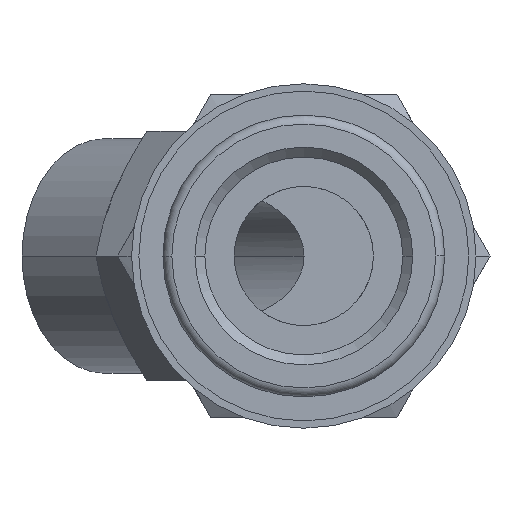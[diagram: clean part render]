
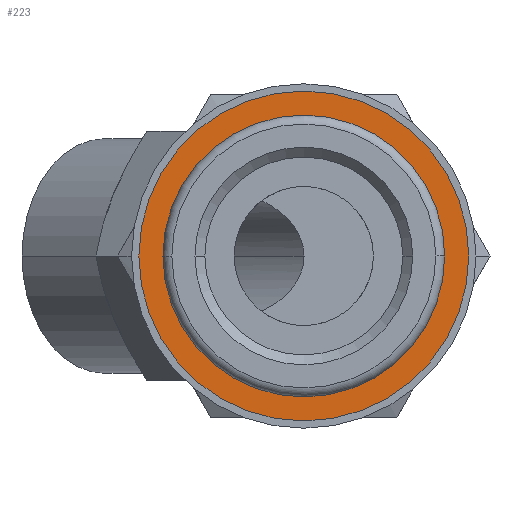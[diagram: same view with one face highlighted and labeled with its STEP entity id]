
A CAD part, front view. The second image highlights one B-rep face of the part: STEP entity #223.
In plain terms, the highlighted planar face has unit normal (0, -1, 0).
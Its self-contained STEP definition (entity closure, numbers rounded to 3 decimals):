
#223=ADVANCED_FACE('',(#465,#466),#467,.T.);
#465=FACE_BOUND('',#714,.T.);
#466=FACE_OUTER_BOUND('',#715,.T.);
#467=PLANE('',#716);
#714=EDGE_LOOP('',(#1268,#1269,#1270));
#715=EDGE_LOOP('',(#1271,#1272));
#716=AXIS2_PLACEMENT_3D('',#1273,#1274,#1275);
#1268=ORIENTED_EDGE('',*,*,#1408,.T.);
#1269=ORIENTED_EDGE('',*,*,#1630,.T.);
#1270=ORIENTED_EDGE('',*,*,#1409,.T.);
#1271=ORIENTED_EDGE('',*,*,#1605,.F.);
#1272=ORIENTED_EDGE('',*,*,#1587,.F.);
#1273=CARTESIAN_POINT('',(5.625,3.6,0.0));
#1274=DIRECTION('',(-0.0,-1.0,-0.0));
#1275=DIRECTION('',(-1.0,0.0,0.0));
#1408=EDGE_CURVE('',#1655,#1653,#1656,.T.);
#1409=EDGE_CURVE('',#1657,#1655,#1658,.T.);
#1587=EDGE_CURVE('',#1926,#1921,#1928,.T.);
#1605=EDGE_CURVE('',#1921,#1926,#1949,.T.);
#1630=EDGE_CURVE('',#1653,#1657,#1975,.T.);
#1653=VERTEX_POINT('',#1998);
#1655=VERTEX_POINT('',#2000);
#1656=CIRCLE('',#2001,9.156);
#1657=VERTEX_POINT('',#2002);
#1658=CIRCLE('',#2003,9.156);
#1921=VERTEX_POINT('',#2672);
#1926=VERTEX_POINT('',#2678);
#1928=CIRCLE('',#2681,11.25);
#1949=CIRCLE('',#2785,11.25);
#1975=CIRCLE('',#2843,9.156);
#1998=CARTESIAN_POINT('',(9.156,3.6,0.));
#2000=CARTESIAN_POINT('',(0.,3.6,9.156));
#2001=AXIS2_PLACEMENT_3D('',#2871,#2872,#2873);
#2002=CARTESIAN_POINT('',(-9.156,3.6,0.));
#2003=AXIS2_PLACEMENT_3D('',#2874,#2875,#2876);
#2672=CARTESIAN_POINT('',(11.25,3.6,0.0));
#2678=CARTESIAN_POINT('',(-11.25,3.6,0.));
#2681=AXIS2_PLACEMENT_3D('',#3103,#3104,#3105);
#2785=AXIS2_PLACEMENT_3D('',#3127,#3128,#3129);
#2843=AXIS2_PLACEMENT_3D('',#3146,#3147,#3148);
#2871=CARTESIAN_POINT('',(0.0,3.6,0.0));
#2872=DIRECTION('',(0.0,1.0,0.0));
#2873=DIRECTION('',(0.0,0.0,-1.0));
#2874=CARTESIAN_POINT('',(0.0,3.6,0.0));
#2875=DIRECTION('',(0.0,1.0,0.0));
#2876=DIRECTION('',(0.0,0.0,-1.0));
#3103=CARTESIAN_POINT('',(0.0,3.6,0.0));
#3104=DIRECTION('',(-0.0,1.0,0.0));
#3105=DIRECTION('',(1.0,0.0,0.0));
#3127=CARTESIAN_POINT('',(0.0,3.6,0.0));
#3128=DIRECTION('',(-0.0,1.0,0.0));
#3129=DIRECTION('',(1.0,0.0,0.0));
#3146=CARTESIAN_POINT('',(0.0,3.6,0.0));
#3147=DIRECTION('',(0.0,1.0,0.0));
#3148=DIRECTION('',(0.0,0.0,-1.0));
